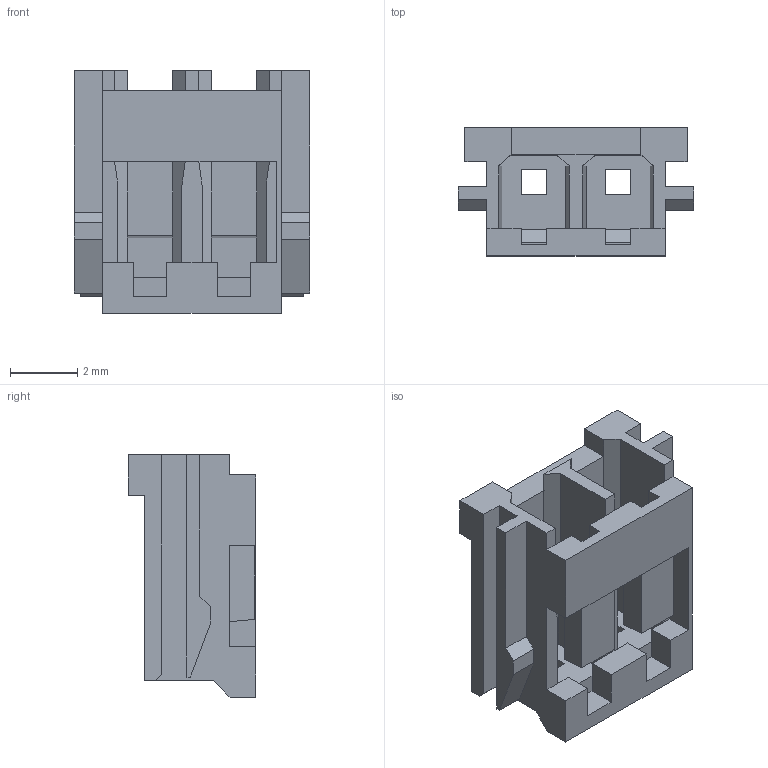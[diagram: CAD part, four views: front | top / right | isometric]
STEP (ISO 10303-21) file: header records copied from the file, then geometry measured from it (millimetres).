
FILE_DESCRIPTION( ( 'Unknown' ), '1' );
FILE_NAME( '688002113322.stp', 'Unknown', ( 'Unknown' ), ( 'Unknown' ), 'PSStep 21.0.46', 'Unknown', ' ' );
FILE_SCHEMA( ( 'AUTOMOTIVE_DESIGN { 1 0 10303 214 1 1 1 1 }' ) );
Length unit declared in the file: millimetre
Products named in the file (2): Assem1; 688002113322
Assembly tree (1 placements, depth 2):
  Assem1
    688002113322
Bounding box: 7 x 3.8 x 7.2 mm (x, y, z)
Volume: 62.3 mm3; surface area: 311.6 mm2
Topology: 1 solids, 1 shells, 123 faces, 339 edges, 214 vertices
Faces by surface type: plane 123
Entity records: 4823 total; most frequent: CARTESIAN_POINT 678, ORIENTED_EDGE 678, DIRECTION 589, EDGE_CURVE 339, LINE 339, VECTOR 339, VERTEX_POINT 214, EDGE_LOOP 127
